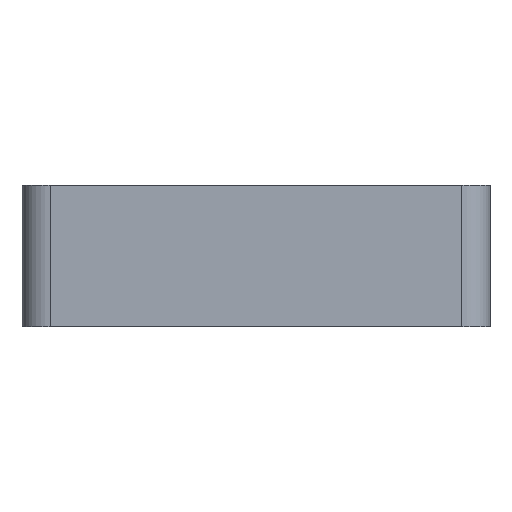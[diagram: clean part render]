
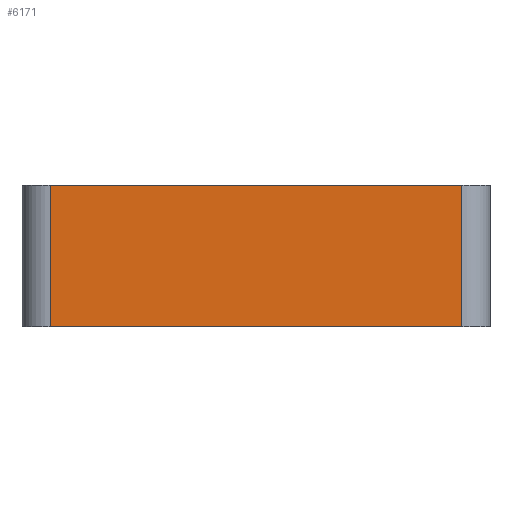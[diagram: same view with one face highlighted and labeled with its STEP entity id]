
A CAD part, left-side view. The second image highlights one B-rep face of the part: STEP entity #6171.
In plain terms, the highlighted planar face has unit normal (-1, 0, 0).
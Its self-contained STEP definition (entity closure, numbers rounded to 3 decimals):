
#930=FACE_OUTER_BOUND('',#1286,.T.);
#1286=EDGE_LOOP('',(#5670,#5671,#5672,#5673));
#1790=LINE('',#11993,#2324);
#1819=LINE('',#12068,#2353);
#1820=LINE('',#12069,#2354);
#1821=LINE('',#12070,#2355);
#2324=VECTOR('',#7167,10.);
#2353=VECTOR('',#7268,10.);
#2354=VECTOR('',#7269,10.);
#2355=VECTOR('',#7270,10.);
#2954=VERTEX_POINT('',#11990);
#2955=VERTEX_POINT('',#11992);
#2964=VERTEX_POINT('',#12066);
#2965=VERTEX_POINT('',#12067);
#3833=EDGE_CURVE('',#2954,#2955,#1790,.T.);
#3869=EDGE_CURVE('',#2964,#2965,#1819,.T.);
#3870=EDGE_CURVE('',#2964,#2955,#1820,.T.);
#3871=EDGE_CURVE('',#2965,#2954,#1821,.T.);
#5670=ORIENTED_EDGE('',*,*,#3869,.F.);
#5671=ORIENTED_EDGE('',*,*,#3870,.T.);
#5672=ORIENTED_EDGE('',*,*,#3833,.F.);
#5673=ORIENTED_EDGE('',*,*,#3871,.F.);
#5844=PLANE('',#6371);
#6171=ADVANCED_FACE('',(#930),#5844,.T.);
#6371=AXIS2_PLACEMENT_3D('',#12065,#7266,#7267);
#7167=DIRECTION('',(0.,-1.,0.));
#7266=DIRECTION('center_axis',(-1.,0.,0.));
#7267=DIRECTION('ref_axis',(0.,-1.,0.));
#7268=DIRECTION('',(0.,1.,0.));
#7269=DIRECTION('',(0.,0.,1.));
#7270=DIRECTION('',(0.,0.,1.));
#11990=CARTESIAN_POINT('',(94.7,-47.7,15.));
#11992=CARTESIAN_POINT('',(94.7,-91.3,15.));
#11993=CARTESIAN_POINT('',(94.7,-58.6,15.));
#12065=CARTESIAN_POINT('Origin',(94.7,-47.7,0.));
#12066=CARTESIAN_POINT('',(94.7,-91.3,0.));
#12067=CARTESIAN_POINT('',(94.7,-47.7,0.));
#12068=CARTESIAN_POINT('',(94.7,-91.3,0.));
#12069=CARTESIAN_POINT('',(94.7,-91.3,0.));
#12070=CARTESIAN_POINT('',(94.7,-47.7,0.));
